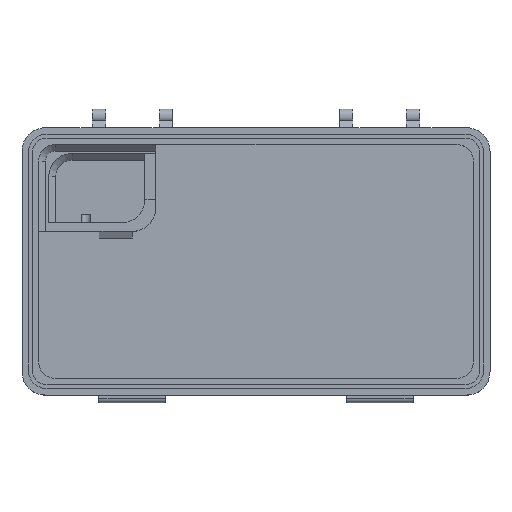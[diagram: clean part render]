
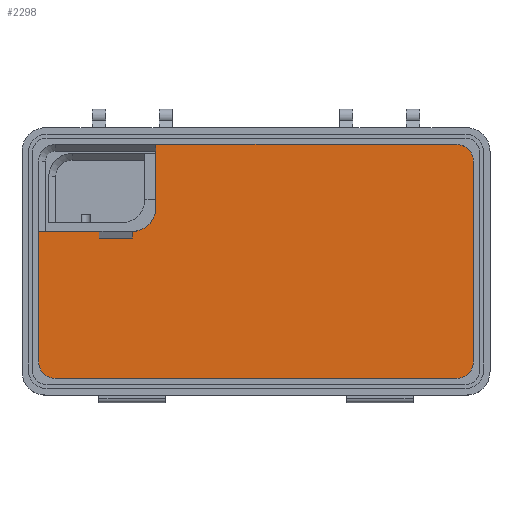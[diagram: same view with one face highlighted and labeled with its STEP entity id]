
A CAD part, top view. The second image highlights one B-rep face of the part: STEP entity #2298.
In plain terms, the highlighted planar face has unit normal (0, 0, 1).
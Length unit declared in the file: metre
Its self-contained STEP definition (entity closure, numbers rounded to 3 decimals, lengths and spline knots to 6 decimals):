
#43=LINE('',#3305,#318);
#49=LINE('',#3318,#324);
#50=LINE('',#3321,#325);
#51=LINE('',#3323,#326);
#52=LINE('',#3325,#327);
#53=LINE('',#3326,#328);
#54=LINE('',#3330,#329);
#55=LINE('',#3334,#330);
#56=LINE('',#3338,#331);
#57=LINE('',#3340,#332);
#318=VECTOR('',#2642,1.);
#324=VECTOR('',#2650,1.);
#325=VECTOR('',#2651,1.);
#326=VECTOR('',#2652,1.);
#327=VECTOR('',#2653,1.);
#328=VECTOR('',#2654,1.);
#329=VECTOR('',#2657,1.);
#330=VECTOR('',#2660,1.);
#331=VECTOR('',#2663,1.);
#332=VECTOR('',#2664,1.);
#600=ORIENTED_EDGE('',*,*,#1274,.T.);
#601=ORIENTED_EDGE('',*,*,#1275,.T.);
#602=ORIENTED_EDGE('',*,*,#1276,.F.);
#603=ORIENTED_EDGE('',*,*,#1277,.F.);
#604=ORIENTED_EDGE('',*,*,#1268,.T.);
#605=ORIENTED_EDGE('',*,*,#1278,.F.);
#606=ORIENTED_EDGE('',*,*,#1279,.T.);
#607=ORIENTED_EDGE('',*,*,#1280,.F.);
#608=ORIENTED_EDGE('',*,*,#1281,.T.);
#609=ORIENTED_EDGE('',*,*,#1282,.T.);
#610=ORIENTED_EDGE('',*,*,#1283,.T.);
#611=ORIENTED_EDGE('',*,*,#1284,.T.);
#612=ORIENTED_EDGE('',*,*,#1285,.T.);
#613=ORIENTED_EDGE('',*,*,#1286,.F.);
#1268=EDGE_CURVE('',#1605,#1606,#43,.T.);
#1274=EDGE_CURVE('',#1611,#1612,#49,.T.);
#1275=EDGE_CURVE('',#1612,#1613,#50,.T.);
#1276=EDGE_CURVE('',#1614,#1613,#51,.T.);
#1277=EDGE_CURVE('',#1605,#1614,#52,.T.);
#1278=EDGE_CURVE('',#1615,#1606,#53,.T.);
#1279=EDGE_CURVE('',#1615,#1616,#1825,.T.);
#1280=EDGE_CURVE('',#1617,#1616,#54,.T.);
#1281=EDGE_CURVE('',#1617,#1618,#1826,.T.);
#1282=EDGE_CURVE('',#1618,#1619,#55,.T.);
#1283=EDGE_CURVE('',#1619,#1620,#1827,.T.);
#1284=EDGE_CURVE('',#1620,#1621,#56,.T.);
#1285=EDGE_CURVE('',#1621,#1622,#57,.T.);
#1286=EDGE_CURVE('',#1611,#1622,#1828,.T.);
#1605=VERTEX_POINT('',#3306);
#1606=VERTEX_POINT('',#3307);
#1611=VERTEX_POINT('',#3319);
#1612=VERTEX_POINT('',#3320);
#1613=VERTEX_POINT('',#3322);
#1614=VERTEX_POINT('',#3324);
#1615=VERTEX_POINT('',#3327);
#1616=VERTEX_POINT('',#3329);
#1617=VERTEX_POINT('',#3331);
#1618=VERTEX_POINT('',#3333);
#1619=VERTEX_POINT('',#3335);
#1620=VERTEX_POINT('',#3337);
#1621=VERTEX_POINT('',#3339);
#1622=VERTEX_POINT('',#3341);
#1825=CIRCLE('',#2445,0.005);
#1826=CIRCLE('',#2446,0.005);
#1827=CIRCLE('',#2447,0.005);
#1828=CIRCLE('',#2448,0.007);
#1888=EDGE_LOOP('',(#600,#601,#602,#603,#604,#605,#606,#607,#608,#609,#610,
#611,#612,#613));
#2043=FACE_BOUND('',#1888,.T.);
#2197=PLANE('',#2444);
#2298=ADVANCED_FACE('',(#2043),#2197,.T.);
#2444=AXIS2_PLACEMENT_3D('',#3317,#2648,#2649);
#2445=AXIS2_PLACEMENT_3D('',#3328,#2655,#2656);
#2446=AXIS2_PLACEMENT_3D('',#3332,#2658,#2659);
#2447=AXIS2_PLACEMENT_3D('',#3336,#2661,#2662);
#2448=AXIS2_PLACEMENT_3D('',#3342,#2665,#2666);
#2642=DIRECTION('',(-1.,0.,0.));
#2648=DIRECTION('',(0.,0.,1.));
#2649=DIRECTION('',(1.,0.,0.));
#2650=DIRECTION('',(-1.,0.,0.));
#2651=DIRECTION('',(0.,-1.,0.));
#2652=DIRECTION('',(1.,0.,0.));
#2653=DIRECTION('',(0.,-1.,0.));
#2654=DIRECTION('',(0.,1.,0.));
#2655=DIRECTION('',(0.,0.,1.));
#2656=DIRECTION('',(1.,0.,0.));
#2657=DIRECTION('',(-1.,0.,0.));
#2658=DIRECTION('',(0.,0.,1.));
#2659=DIRECTION('',(1.,0.,0.));
#2660=DIRECTION('',(0.,1.,0.));
#2661=DIRECTION('',(0.,0.,1.));
#2662=DIRECTION('',(1.,0.,0.));
#2663=DIRECTION('',(-1.,0.,0.));
#2664=DIRECTION('',(0.,-1.,0.));
#2665=DIRECTION('',(0.,0.,1.));
#2666=DIRECTION('',(1.,0.,0.));
#3305=CARTESIAN_POINT('',(-0.051,0.009,0.003));
#3306=CARTESIAN_POINT('',(-0.046937,0.009,0.003));
#3307=CARTESIAN_POINT('',(-0.065,0.009,0.003));
#3317=CARTESIAN_POINT('',(0.,0.,0.003));
#3318=CARTESIAN_POINT('',(-0.051,0.009,0.003));
#3319=CARTESIAN_POINT('',(-0.037,0.009,0.003));
#3320=CARTESIAN_POINT('',(-0.044444,0.009,0.003));
#3321=CARTESIAN_POINT('',(-0.044444,0.,0.003));
#3322=CARTESIAN_POINT('',(-0.044444,0.007,0.003));
#3323=CARTESIAN_POINT('',(0.,0.007,0.003));
#3324=CARTESIAN_POINT('',(-0.046937,0.007,0.003));
#3325=CARTESIAN_POINT('',(-0.046937,0.,0.003));
#3326=CARTESIAN_POINT('',(-0.065,0.,0.003));
#3327=CARTESIAN_POINT('',(-0.065,-0.03,0.003));
#3328=CARTESIAN_POINT('',(-0.06,-0.03,0.003));
#3329=CARTESIAN_POINT('',(-0.06,-0.035,0.003));
#3330=CARTESIAN_POINT('',(0.,-0.035,0.003));
#3331=CARTESIAN_POINT('',(0.06,-0.035,0.003));
#3332=CARTESIAN_POINT('',(0.06,-0.03,0.003));
#3333=CARTESIAN_POINT('',(0.065,-0.03,0.003));
#3334=CARTESIAN_POINT('',(0.065,0.,0.003));
#3335=CARTESIAN_POINT('',(0.065,0.03,0.003));
#3336=CARTESIAN_POINT('',(0.06,0.03,0.003));
#3337=CARTESIAN_POINT('',(0.06,0.035,0.003));
#3338=CARTESIAN_POINT('',(0.,0.035,0.003));
#3339=CARTESIAN_POINT('',(-0.03,0.035,0.003));
#3340=CARTESIAN_POINT('',(-0.03,0.0255,0.003));
#3341=CARTESIAN_POINT('',(-0.03,0.016,0.003));
#3342=CARTESIAN_POINT('',(-0.037,0.016,0.003));
